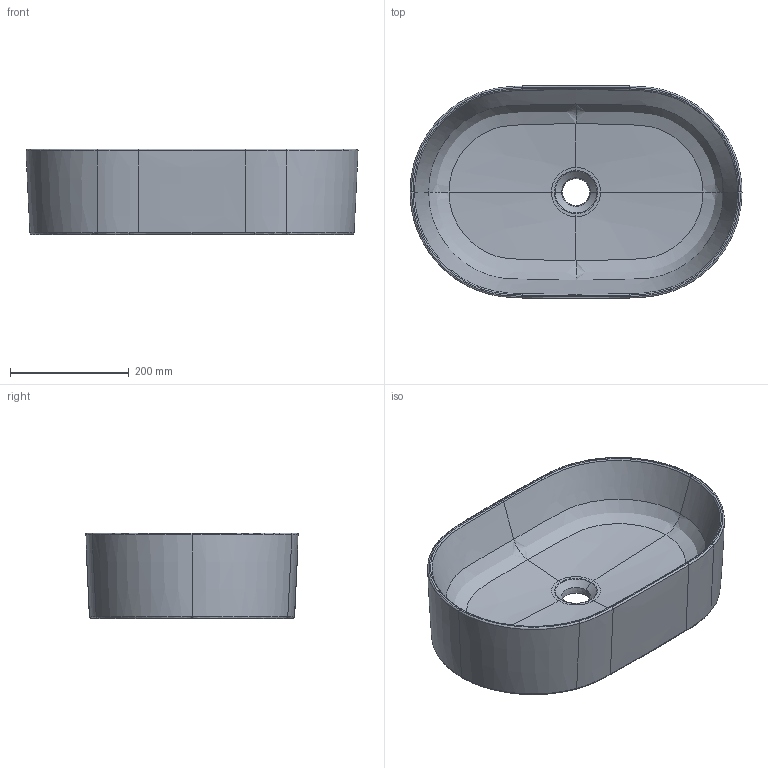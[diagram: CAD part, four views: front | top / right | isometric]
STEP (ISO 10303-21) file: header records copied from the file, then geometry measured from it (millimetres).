
FILE_DESCRIPTION(/* description */ (''),/* implementation_level */ '2;1');
FILE_NAME(/* name */ 'Collaro_4A1956.stp',/* time_stamp */ '2018-10-25T11:23:02+02:00',/* author */ (''),/* organization */ (''),/* preprocessor_version */ 'ST-DEVELOPER v16',/* originating_system */ 'SIEMENS PLM Software NX 10.0',/* authorisation */ '');
FILE_SCHEMA (('AUTOMOTIVE_DESIGN { 1 0 10303 214 3 1 1 1 }'));
Length unit declared in the file: millimetre
Products named in the file (1): Conz2118EFC450wk
Bounding box: 559.97 x 359.44 x 145.01 mm (x, y, z)
Volume: 8442833.5 mm3; surface area: 672005.1 mm2
Topology: 1 solids, 1 shells, 238 faces, 546 edges, 313 vertices
Faces by surface type: bspline 178, torus 36, cone 21, plane 3
Entity records: 25044 total; most frequent: CARTESIAN_POINT 21130, ORIENTED_EDGE 1090, EDGE_CURVE 545, DIRECTION 406, VERTEX_POINT 313, B_SPLINE_CURVE_WITH_KNOTS 309, EDGE_LOOP 244, ADVANCED_FACE 238
